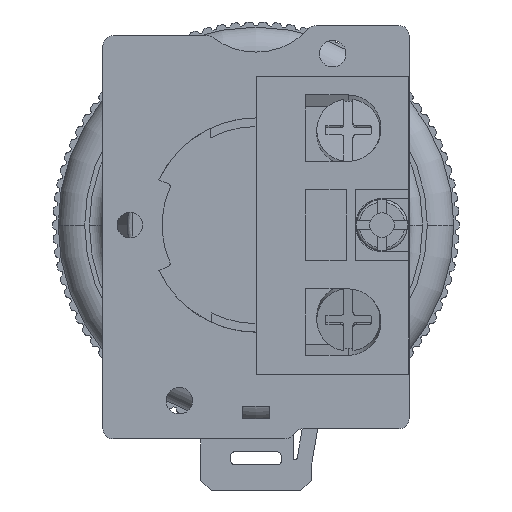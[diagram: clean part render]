
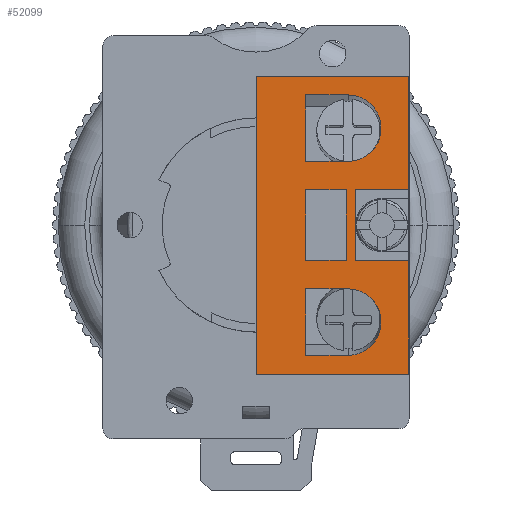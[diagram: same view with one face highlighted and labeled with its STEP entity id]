
A CAD part, front view. The second image highlights one B-rep face of the part: STEP entity #52099.
In plain terms, the highlighted planar face has unit normal (0, -1, 0).
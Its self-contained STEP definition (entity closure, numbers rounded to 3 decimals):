
#19734=DIRECTION('',(0.,0.,-1.));
#19735=VECTOR('',#19734,29.2);
#19736=CARTESIAN_POINT('',(0.05,-30.5,14.6));
#19737=LINE('',#19736,#19735);
#19847=DIRECTION('',(0.,0.,-1.));
#19848=VECTOR('',#19847,11.1);
#19849=CARTESIAN_POINT('',(14.95,-30.5,14.6));
#19850=LINE('',#19849,#19848);
#20001=DIRECTION('',(0.,0.,-1.));
#20002=VECTOR('',#20001,11.1);
#20003=CARTESIAN_POINT('',(14.95,-30.5,-3.5));
#20004=LINE('',#20003,#20002);
#20409=DIRECTION('',(0.,0.,-1.));
#20410=VECTOR('',#20409,7.);
#20411=CARTESIAN_POINT('',(9.75,-30.5,3.5));
#20412=LINE('',#20411,#20410);
#20416=DIRECTION('',(-1.,0.,0.));
#20417=VECTOR('',#20416,5.2);
#20418=CARTESIAN_POINT('',(14.95,-30.5,-3.5));
#20419=LINE('',#20418,#20417);
#20423=DIRECTION('',(1.,0.,0.));
#20424=VECTOR('',#20423,14.9);
#20425=CARTESIAN_POINT('',(0.05,-30.5,14.6));
#20426=LINE('',#20425,#20424);
#20430=DIRECTION('',(-1.,0.,0.));
#20431=VECTOR('',#20430,5.2);
#20432=CARTESIAN_POINT('',(14.95,-30.5,3.5));
#20433=LINE('',#20432,#20431);
#20437=DIRECTION('',(-1.,0.,0.));
#20438=VECTOR('',#20437,4.);
#20439=CARTESIAN_POINT('',(8.85,-30.5,3.45));
#20440=LINE('',#20439,#20438);
#20444=DIRECTION('',(0.,0.,-1.));
#20445=VECTOR('',#20444,6.9);
#20446=CARTESIAN_POINT('',(4.85,-30.5,3.45));
#20447=LINE('',#20446,#20445);
#20451=DIRECTION('',(1.,0.,0.));
#20452=VECTOR('',#20451,4.);
#20453=CARTESIAN_POINT('',(4.85,-30.5,-3.45));
#20454=LINE('',#20453,#20452);
#20458=DIRECTION('',(0.,0.,1.));
#20459=VECTOR('',#20458,6.9);
#20460=CARTESIAN_POINT('',(8.85,-30.5,-3.45));
#20461=LINE('',#20460,#20459);
#20465=DIRECTION('',(1.,0.,0.));
#20466=VECTOR('',#20465,4.2);
#20467=CARTESIAN_POINT('',(4.85,-30.5,6.251));
#20468=LINE('',#20467,#20466);
#20472=DIRECTION('',(1.,0.,0.));
#20473=VECTOR('',#20472,4.2);
#20474=CARTESIAN_POINT('',(4.85,-30.5,12.749));
#20475=LINE('',#20474,#20473);
#20479=DIRECTION('',(0.,0.,-1.));
#20480=VECTOR('',#20479,6.499);
#20481=CARTESIAN_POINT('',(4.85,-30.5,12.749));
#20482=LINE('',#20481,#20480);
#20486=DIRECTION('',(1.,0.,0.));
#20487=VECTOR('',#20486,4.2);
#20488=CARTESIAN_POINT('',(4.85,-30.5,-12.749));
#20489=LINE('',#20488,#20487);
#20493=DIRECTION('',(1.,0.,0.));
#20494=VECTOR('',#20493,4.2);
#20495=CARTESIAN_POINT('',(4.85,-30.5,-6.251));
#20496=LINE('',#20495,#20494);
#20500=DIRECTION('',(0.,0.,-1.));
#20501=VECTOR('',#20500,6.499);
#20502=CARTESIAN_POINT('',(4.85,-30.5,-6.251));
#20503=LINE('',#20502,#20501);
#21225=DIRECTION('',(1.,0.,0.));
#21226=VECTOR('',#21225,14.9);
#21227=CARTESIAN_POINT('',(0.05,-30.5,-14.6));
#21228=LINE('',#21227,#21226);
#21412=CARTESIAN_POINT('',(9.05,-30.5,12.749));
#21413=CARTESIAN_POINT('',(9.427,-30.5,12.749));
#21414=CARTESIAN_POINT('',(10.242,-30.5,12.611));
#21415=CARTESIAN_POINT('',(11.38,-30.5,11.866));
#21416=CARTESIAN_POINT('',(11.991,-30.5,10.905));
#21417=CARTESIAN_POINT('',(12.216,-30.5,10.087));
#21418=CARTESIAN_POINT('',(12.267,-30.5,9.5));
#21419=CARTESIAN_POINT('',(12.216,-30.5,8.913));
#21420=CARTESIAN_POINT('',(11.991,-30.5,8.095));
#21421=CARTESIAN_POINT('',(11.38,-30.5,7.134));
#21422=CARTESIAN_POINT('',(10.242,-30.5,6.389));
#21423=CARTESIAN_POINT('',(9.427,-30.5,6.251));
#21424=CARTESIAN_POINT('',(9.05,-30.5,6.251));
#21626=CARTESIAN_POINT('',(9.05,-30.5,-6.251));
#21627=CARTESIAN_POINT('',(9.427,-30.5,-6.251));
#21628=CARTESIAN_POINT('',(10.242,-30.5,-6.389));
#21629=CARTESIAN_POINT('',(11.38,-30.5,-7.134));
#21630=CARTESIAN_POINT('',(11.991,-30.5,-8.095));
#21631=CARTESIAN_POINT('',(12.216,-30.5,-8.913));
#21632=CARTESIAN_POINT('',(12.267,-30.5,-9.5));
#21633=CARTESIAN_POINT('',(12.216,-30.5,-10.087));
#21634=CARTESIAN_POINT('',(11.991,-30.5,-10.905));
#21635=CARTESIAN_POINT('',(11.38,-30.5,-11.866));
#21636=CARTESIAN_POINT('',(10.242,-30.5,-12.611));
#21637=CARTESIAN_POINT('',(9.427,-30.5,-12.749));
#21638=CARTESIAN_POINT('',(9.05,-30.5,-12.749));
#32558=CARTESIAN_POINT('',(0.05,-30.5,14.6));
#32560=VERTEX_POINT('',#32558);
#32561=CARTESIAN_POINT('',(0.05,-30.5,-14.6));
#32562=VERTEX_POINT('',#32561);
#32567=CARTESIAN_POINT('',(14.95,-30.5,14.6));
#32568=VERTEX_POINT('',#32567);
#32569=CARTESIAN_POINT('',(14.95,-30.5,-14.6));
#32570=VERTEX_POINT('',#32569);
#32749=CARTESIAN_POINT('',(14.95,-30.5,3.5));
#32751=VERTEX_POINT('',#32749);
#32753=CARTESIAN_POINT('',(14.95,-30.5,-3.5));
#32755=VERTEX_POINT('',#32753);
#32757=CARTESIAN_POINT('',(9.75,-30.5,3.5));
#32758=CARTESIAN_POINT('',(9.75,-30.5,-3.5));
#32759=VERTEX_POINT('',#32757);
#32760=VERTEX_POINT('',#32758);
#32895=CARTESIAN_POINT('',(8.85,-30.5,3.45));
#32896=CARTESIAN_POINT('',(4.85,-30.5,3.45));
#32897=VERTEX_POINT('',#32895);
#32898=VERTEX_POINT('',#32896);
#32899=CARTESIAN_POINT('',(4.85,-30.5,-3.45));
#32900=VERTEX_POINT('',#32899);
#32901=CARTESIAN_POINT('',(8.85,-30.5,-3.45));
#32902=VERTEX_POINT('',#32901);
#32903=CARTESIAN_POINT('',(4.85,-30.5,12.749));
#32904=CARTESIAN_POINT('',(4.85,-30.5,6.251));
#32905=VERTEX_POINT('',#32903);
#32906=VERTEX_POINT('',#32904);
#32907=CARTESIAN_POINT('',(4.85,-30.5,-6.251));
#32908=CARTESIAN_POINT('',(4.85,-30.5,-12.749));
#32909=VERTEX_POINT('',#32907);
#32910=VERTEX_POINT('',#32908);
#32915=CARTESIAN_POINT('',(9.05,-30.5,6.251));
#32917=VERTEX_POINT('',#32915);
#32919=CARTESIAN_POINT('',(9.05,-30.5,12.749));
#32920=VERTEX_POINT('',#32919);
#32921=CARTESIAN_POINT('',(9.05,-30.5,-6.251));
#32923=VERTEX_POINT('',#32921);
#32925=CARTESIAN_POINT('',(9.05,-30.5,-12.749));
#32926=VERTEX_POINT('',#32925);
#52050=CARTESIAN_POINT('',(0.05,-30.5,14.6));
#52051=DIRECTION('',(0.,-1.,0.));
#52052=DIRECTION('',(0.,0.,-1.));
#52053=AXIS2_PLACEMENT_3D('',#52050,#52051,#52052);
#52054=PLANE('',#52053);
#52056=ORIENTED_EDGE('',*,*,#52055,.T.);
#52058=ORIENTED_EDGE('',*,*,#52057,.F.);
#52059=ORIENTED_EDGE('',*,*,#51691,.T.);
#52061=ORIENTED_EDGE('',*,*,#52060,.F.);
#52062=ORIENTED_EDGE('',*,*,#51610,.F.);
#52063=ORIENTED_EDGE('',*,*,#52031,.T.);
#52064=ORIENTED_EDGE('',*,*,#51646,.T.);
#52066=ORIENTED_EDGE('',*,*,#52065,.T.);
#52067=EDGE_LOOP('',(#52056,#52058,#52059,#52061,#52062,#52063,#52064,#52066));
#52068=FACE_OUTER_BOUND('',#52067,.F.);
#52070=ORIENTED_EDGE('',*,*,#52069,.T.);
#52072=ORIENTED_EDGE('',*,*,#52071,.T.);
#52074=ORIENTED_EDGE('',*,*,#52073,.T.);
#52076=ORIENTED_EDGE('',*,*,#52075,.T.);
#52077=EDGE_LOOP('',(#52070,#52072,#52074,#52076));
#52078=FACE_BOUND('',#52077,.F.);
#52080=ORIENTED_EDGE('',*,*,#52079,.T.);
#52082=ORIENTED_EDGE('',*,*,#52081,.F.);
#52084=ORIENTED_EDGE('',*,*,#52083,.F.);
#52086=ORIENTED_EDGE('',*,*,#52085,.T.);
#52087=EDGE_LOOP('',(#52080,#52082,#52084,#52086));
#52088=FACE_BOUND('',#52087,.F.);
#52090=ORIENTED_EDGE('',*,*,#52089,.T.);
#52092=ORIENTED_EDGE('',*,*,#52091,.F.);
#52094=ORIENTED_EDGE('',*,*,#52093,.F.);
#52096=ORIENTED_EDGE('',*,*,#52095,.T.);
#52097=EDGE_LOOP('',(#52090,#52092,#52094,#52096));
#52098=FACE_BOUND('',#52097,.F.);
#21425=B_SPLINE_CURVE_WITH_KNOTS('',3,(#21412,#21413,#21414,#21415,#21416,
#21417,#21418,#21419,#21420,#21421,#21422,#21423,#21424),.UNSPECIFIED.,.F.,.F.,(
4,1,1,1,1,1,1,1,1,1,4),(0.,0.125,0.25,0.375,0.438,0.5,0.563,
0.625,0.75,0.875,1.),.UNSPECIFIED.);
#21639=B_SPLINE_CURVE_WITH_KNOTS('',3,(#21626,#21627,#21628,#21629,#21630,
#21631,#21632,#21633,#21634,#21635,#21636,#21637,#21638),.UNSPECIFIED.,.F.,.F.,(
4,1,1,1,1,1,1,1,1,1,4),(0.,0.125,0.25,0.375,0.438,0.5,0.563,
0.625,0.75,0.875,1.),.UNSPECIFIED.);
#51610=EDGE_CURVE('',#32560,#32562,#19737,.T.);
#51646=EDGE_CURVE('',#32568,#32751,#19850,.T.);
#51691=EDGE_CURVE('',#32755,#32570,#20004,.T.);
#52031=EDGE_CURVE('',#32560,#32568,#20426,.T.);
#52055=EDGE_CURVE('',#32759,#32760,#20412,.T.);
#52057=EDGE_CURVE('',#32755,#32760,#20419,.T.);
#52060=EDGE_CURVE('',#32562,#32570,#21228,.T.);
#52065=EDGE_CURVE('',#32751,#32759,#20433,.T.);
#52069=EDGE_CURVE('',#32897,#32898,#20440,.T.);
#52071=EDGE_CURVE('',#32898,#32900,#20447,.T.);
#52073=EDGE_CURVE('',#32900,#32902,#20454,.T.);
#52075=EDGE_CURVE('',#32902,#32897,#20461,.T.);
#52079=EDGE_CURVE('',#32906,#32917,#20468,.T.);
#52081=EDGE_CURVE('',#32920,#32917,#21425,.T.);
#52083=EDGE_CURVE('',#32905,#32920,#20475,.T.);
#52085=EDGE_CURVE('',#32905,#32906,#20482,.T.);
#52089=EDGE_CURVE('',#32910,#32926,#20489,.T.);
#52091=EDGE_CURVE('',#32923,#32926,#21639,.T.);
#52093=EDGE_CURVE('',#32909,#32923,#20496,.T.);
#52095=EDGE_CURVE('',#32909,#32910,#20503,.T.);
#52099=ADVANCED_FACE('',(#52068,#52078,#52088,#52098),#52054,.T.);
